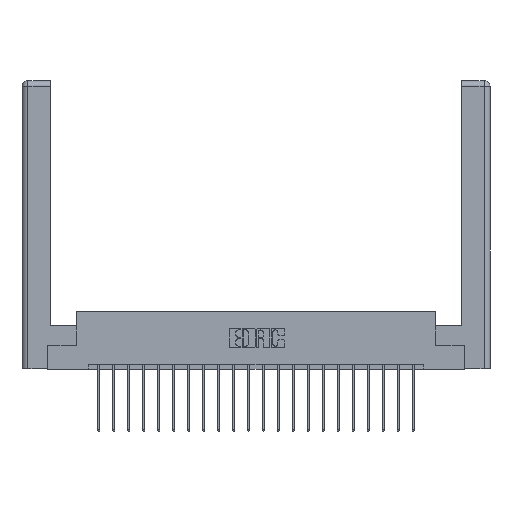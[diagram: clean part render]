
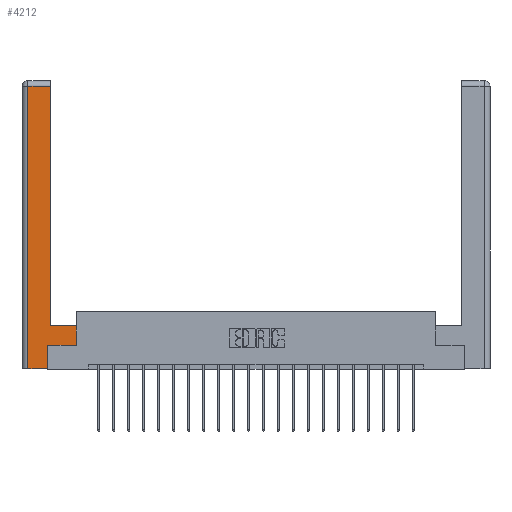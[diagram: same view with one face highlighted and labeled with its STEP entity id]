
A CAD part, top view. The second image highlights one B-rep face of the part: STEP entity #4212.
In plain terms, the highlighted planar face has unit normal (0, 0, 1).
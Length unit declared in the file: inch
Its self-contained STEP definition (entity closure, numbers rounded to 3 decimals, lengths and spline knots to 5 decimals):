
#295 = VERTEX_POINT ( 'NONE', #11502 ) ;
#430 = DIRECTION ( 'NONE',  ( 0., 1., 0. ) ) ;
#1823 = CARTESIAN_POINT ( 'NONE',  ( 0.565, 0.245, 0. ) ) ;
#2993 = CARTESIAN_POINT ( 'NONE',  ( 0.265, 0.245, 0. ) ) ;
#3372 = VECTOR ( 'NONE', #430, 39.37008 ) ;
#3476 = EDGE_CURVE ( 'NONE', #11348, #11472, #18298, .T. ) ;
#3505 = DIRECTION ( 'NONE',  ( 1., 0., 0. ) ) ;
#3939 = VECTOR ( 'NONE', #16689, 39.37008 ) ;
#4212 = ADVANCED_FACE ( 'NONE', ( #15275 ), #20533, .F. ) ;
#4425 = DIRECTION ( 'NONE',  ( 0., 1., 0. ) ) ;
#4762 = VERTEX_POINT ( 'NONE', #16717 ) ;
#5139 = ORIENTED_EDGE ( 'NONE', *, *, #16191, .T. ) ;
#5826 = EDGE_LOOP ( 'NONE', ( #13845, #7040, #6773, #5139, #22176, #13849, #9643, #6137 ) ) ;
#6137 = ORIENTED_EDGE ( 'NONE', *, *, #20966, .T. ) ;
#6773 = ORIENTED_EDGE ( 'NONE', *, *, #12911, .T. ) ;
#6996 = CARTESIAN_POINT ( 'NONE',  ( 0.0615, 0., 0. ) ) ;
#7040 = ORIENTED_EDGE ( 'NONE', *, *, #19069, .T. ) ;
#7455 = CARTESIAN_POINT ( 'NONE',  ( 0., 0., 0. ) ) ;
#7548 = VECTOR ( 'NONE', #21337, 39.37008 ) ;
#8225 = EDGE_CURVE ( 'NONE', #295, #11348, #16472, .T. ) ;
#8618 = LINE ( 'NONE', #16058, #7548 ) ;
#9190 = DIRECTION ( 'NONE',  ( 0., 0., -1. ) ) ;
#9344 = VERTEX_POINT ( 'NONE', #20565 ) ;
#9643 = ORIENTED_EDGE ( 'NONE', *, *, #17185, .T. ) ;
#9646 = LINE ( 'NONE', #14709, #16074 ) ;
#9958 = CARTESIAN_POINT ( 'NONE',  ( 0.295, 0.45, 0. ) ) ;
#10421 = VERTEX_POINT ( 'NONE', #21803 ) ;
#10516 = VECTOR ( 'NONE', #3505, 39.37008 ) ;
#10934 = CARTESIAN_POINT ( 'NONE',  ( 0.565, 0.45, 0. ) ) ;
#11081 = CARTESIAN_POINT ( 'NONE',  ( 0.295, 2.94, 0. ) ) ;
#11348 = VERTEX_POINT ( 'NONE', #16954 ) ;
#11408 = CARTESIAN_POINT ( 'NONE',  ( 0.565, 0.245, 0. ) ) ;
#11472 = VERTEX_POINT ( 'NONE', #11408 ) ;
#11502 = CARTESIAN_POINT ( 'NONE',  ( 0.265, 0., 0. ) ) ;
#11525 = LINE ( 'NONE', #6996, #13928 ) ;
#11779 = VECTOR ( 'NONE', #20169, 39.37008 ) ;
#12681 = EDGE_CURVE ( 'NONE', #4762, #20407, #9646, .T. ) ;
#12760 = VECTOR ( 'NONE', #22023, 39.37008 ) ;
#12911 = EDGE_CURVE ( 'NONE', #19106, #10421, #11525, .T. ) ;
#12941 = DIRECTION ( 'NONE',  ( -1., 0., 0. ) ) ;
#13404 = CARTESIAN_POINT ( 'NONE',  ( 0.265, 0., 0. ) ) ;
#13845 = ORIENTED_EDGE ( 'NONE', *, *, #12681, .T. ) ;
#13849 = ORIENTED_EDGE ( 'NONE', *, *, #3476, .T. ) ;
#13928 = VECTOR ( 'NONE', #20967, 39.37008 ) ;
#14010 = AXIS2_PLACEMENT_3D ( 'NONE', #7455, #9190, #12941 ) ;
#14709 = CARTESIAN_POINT ( 'NONE',  ( 0.295, 3., 0. ) ) ;
#15275 = FACE_OUTER_BOUND ( 'NONE', #5826, .T. ) ;
#16058 = CARTESIAN_POINT ( 'NONE',  ( 0.0615, 2.94, 0. ) ) ;
#16074 = VECTOR ( 'NONE', #4425, 39.37008 ) ;
#16191 = EDGE_CURVE ( 'NONE', #10421, #295, #16315, .T. ) ;
#16267 = CARTESIAN_POINT ( 'NONE',  ( 0.0615, 2.94, 0. ) ) ;
#16315 = LINE ( 'NONE', #13404, #11779 ) ;
#16472 = LINE ( 'NONE', #2993, #12760 ) ;
#16689 = DIRECTION ( 'NONE',  ( -1., 0., 0. ) ) ;
#16717 = CARTESIAN_POINT ( 'NONE',  ( 0.295, 0.45, 0. ) ) ;
#16954 = CARTESIAN_POINT ( 'NONE',  ( 0.265, 0.245, 0. ) ) ;
#17185 = EDGE_CURVE ( 'NONE', #11472, #9344, #20332, .T. ) ;
#18298 = LINE ( 'NONE', #1823, #10516 ) ;
#18713 = LINE ( 'NONE', #9958, #3939 ) ;
#19069 = EDGE_CURVE ( 'NONE', #20407, #19106, #8618, .T. ) ;
#19106 = VERTEX_POINT ( 'NONE', #16267 ) ;
#20169 = DIRECTION ( 'NONE',  ( 1., 0., 0. ) ) ;
#20332 = LINE ( 'NONE', #10934, #3372 ) ;
#20407 = VERTEX_POINT ( 'NONE', #11081 ) ;
#20533 = PLANE ( 'NONE',  #14010 ) ;
#20565 = CARTESIAN_POINT ( 'NONE',  ( 0.565, 0.45, 0. ) ) ;
#20966 = EDGE_CURVE ( 'NONE', #9344, #4762, #18713, .T. ) ;
#20967 = DIRECTION ( 'NONE',  ( 0., -1., 0. ) ) ;
#21337 = DIRECTION ( 'NONE',  ( -1., 0., 0. ) ) ;
#21803 = CARTESIAN_POINT ( 'NONE',  ( 0.0615, 0., 0. ) ) ;
#22023 = DIRECTION ( 'NONE',  ( 0., 1., 0. ) ) ;
#22176 = ORIENTED_EDGE ( 'NONE', *, *, #8225, .T. ) ;
